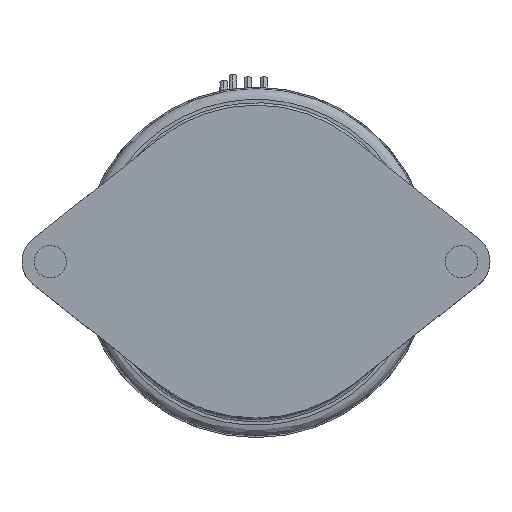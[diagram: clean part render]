
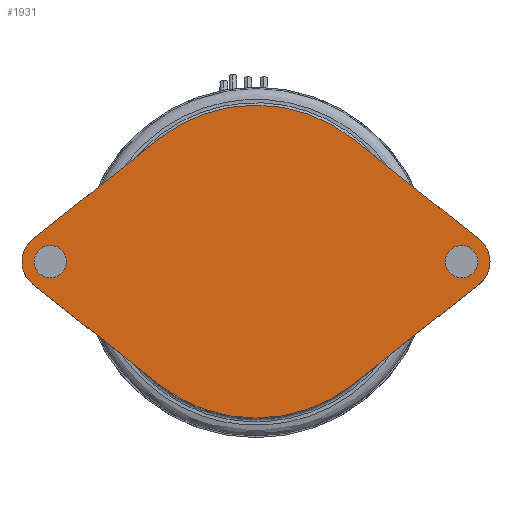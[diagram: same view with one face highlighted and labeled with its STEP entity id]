
A CAD part, top view. The second image highlights one B-rep face of the part: STEP entity #1931.
In plain terms, the highlighted planar face has unit normal (0, 0, 1).
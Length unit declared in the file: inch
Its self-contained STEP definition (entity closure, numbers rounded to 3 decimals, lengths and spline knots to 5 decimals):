
#327 = CARTESIAN_POINT ( 'NONE',  ( -1.45983, -0.14553, 0. ) ) ;
#381 = VECTOR ( 'NONE', #1766, 39.37008 ) ;
#460 = EDGE_CURVE ( 'NONE', #18670, #18995, #14012, .T. ) ;
#533 = ORIENTED_EDGE ( 'NONE', *, *, #17376, .F. ) ;
#679 = ORIENTED_EDGE ( 'NONE', *, *, #13997, .F. ) ;
#719 = VERTEX_POINT ( 'NONE', #10131 ) ;
#720 = DIRECTION ( 'NONE',  ( 0., 0., -1. ) ) ;
#733 = VECTOR ( 'NONE', #18870, 39.37008 ) ;
#744 = AXIS2_PLACEMENT_3D ( 'NONE', #3820, #9717, #15631 ) ;
#1101 = CARTESIAN_POINT ( 'NONE',  ( 1.344, 0., 0. ) ) ;
#1353 = CIRCLE ( 'NONE', #744, 0.186 ) ;
#1397 = CIRCLE ( 'NONE', #9099, 1.023 ) ;
#1651 = CIRCLE ( 'NONE', #12484, 0.186 ) ;
#1652 = CIRCLE ( 'NONE', #13111, 0.106 ) ;
#1766 = DIRECTION ( 'NONE',  ( 0.782, -0.623, 0. ) ) ;
#1779 = CARTESIAN_POINT ( 'NONE',  ( 0.63709, 0.8004, 0. ) ) ;
#1931 = ADVANCED_FACE ( 'NONE', ( #4210, #16102, #2835 ), #7029, .T. ) ;
#2371 = CIRCLE ( 'NONE', #2671, 0.106 ) ;
#2399 = EDGE_CURVE ( 'NONE', #18670, #16308, #17187, .T. ) ;
#2428 = DIRECTION ( 'NONE',  ( 1., 0., 0. ) ) ;
#2584 = CARTESIAN_POINT ( 'NONE',  ( 1.344, 0., 0. ) ) ;
#2588 = CARTESIAN_POINT ( 'NONE',  ( 1.45983, 0.14553, 0. ) ) ;
#2671 = AXIS2_PLACEMENT_3D ( 'NONE', #18129, #720, #15332 ) ;
#2723 = CARTESIAN_POINT ( 'NONE',  ( 0.63709, -0.8004, 0. ) ) ;
#2835 = FACE_OUTER_BOUND ( 'NONE', #18708, .T. ) ;
#2937 = CARTESIAN_POINT ( 'NONE',  ( 1.238, 0., 0. ) ) ;
#3052 = CARTESIAN_POINT ( 'NONE',  ( 0.63709, -0.8004, 0. ) ) ;
#3387 = EDGE_CURVE ( 'NONE', #5631, #719, #2371, .T. ) ;
#3455 = CARTESIAN_POINT ( 'NONE',  ( -1.45, 0., 0. ) ) ;
#3549 = EDGE_LOOP ( 'NONE', ( #17218, #6102 ) ) ;
#3598 = CARTESIAN_POINT ( 'NONE',  ( 1.53, 0., 0. ) ) ;
#3623 = VERTEX_POINT ( 'NONE', #17868 ) ;
#3820 = CARTESIAN_POINT ( 'NONE',  ( 1.344, 0., 0. ) ) ;
#4057 = VERTEX_POINT ( 'NONE', #14354 ) ;
#4210 = FACE_BOUND ( 'NONE', #5989, .T. ) ;
#4392 = CARTESIAN_POINT ( 'NONE',  ( 0., 0., 0. ) ) ;
#4432 = ORIENTED_EDGE ( 'NONE', *, *, #2399, .F. ) ;
#4779 = LINE ( 'NONE', #327, #381 ) ;
#5127 = EDGE_CURVE ( 'NONE', #3623, #4057, #4779, .T. ) ;
#5400 = EDGE_CURVE ( 'NONE', #6976, #16854, #9968, .T. ) ;
#5631 = VERTEX_POINT ( 'NONE', #3455 ) ;
#5675 = DIRECTION ( 'NONE',  ( 0., 0., -1. ) ) ;
#5770 = CARTESIAN_POINT ( 'NONE',  ( -1.45983, 0.14553, 0. ) ) ;
#5822 = VERTEX_POINT ( 'NONE', #2588 ) ;
#5989 = EDGE_LOOP ( 'NONE', ( #18497, #17422 ) ) ;
#6102 = ORIENTED_EDGE ( 'NONE', *, *, #3387, .T. ) ;
#6805 = LINE ( 'NONE', #12991, #733 ) ;
#6976 = VERTEX_POINT ( 'NONE', #2937 ) ;
#7029 = PLANE ( 'NONE',  #10988 ) ;
#7105 = VERTEX_POINT ( 'NONE', #14394 ) ;
#7115 = AXIS2_PLACEMENT_3D ( 'NONE', #10013, #18989, #8930 ) ;
#7568 = VECTOR ( 'NONE', #15750, 39.37008 ) ;
#7671 = CARTESIAN_POINT ( 'NONE',  ( 1.45, 0., 0. ) ) ;
#7799 = EDGE_CURVE ( 'NONE', #7105, #15775, #1353, .T. ) ;
#7838 = EDGE_CURVE ( 'NONE', #18995, #3623, #1651, .T. ) ;
#8202 = AXIS2_PLACEMENT_3D ( 'NONE', #12803, #18696, #11361 ) ;
#8496 = DIRECTION ( 'NONE',  ( 1., 0., 0. ) ) ;
#8744 = EDGE_CURVE ( 'NONE', #719, #5631, #11294, .T. ) ;
#8797 = CARTESIAN_POINT ( 'NONE',  ( -0.63709, 0.8004, 0. ) ) ;
#8930 = DIRECTION ( 'NONE',  ( 1., 0., 0. ) ) ;
#9099 = AXIS2_PLACEMENT_3D ( 'NONE', #12593, #18491, #2428 ) ;
#9202 = ORIENTED_EDGE ( 'NONE', *, *, #17719, .T. ) ;
#9523 = ORIENTED_EDGE ( 'NONE', *, *, #5127, .T. ) ;
#9717 = DIRECTION ( 'NONE',  ( 0., 0., 1. ) ) ;
#9968 = CIRCLE ( 'NONE', #15839, 0.106 ) ;
#10001 = VECTOR ( 'NONE', #17150, 39.37008 ) ;
#10013 = CARTESIAN_POINT ( 'NONE',  ( 1.344, 0., 0. ) ) ;
#10131 = CARTESIAN_POINT ( 'NONE',  ( -1.238, 0., 0. ) ) ;
#10913 = CARTESIAN_POINT ( 'NONE',  ( -0.63709, 0.8004, 0. ) ) ;
#10988 = AXIS2_PLACEMENT_3D ( 'NONE', #4392, #13019, #18902 ) ;
#11294 = CIRCLE ( 'NONE', #8202, 0.106 ) ;
#11361 = DIRECTION ( 'NONE',  ( 1., 0., 0. ) ) ;
#11597 = DIRECTION ( 'NONE',  ( 1., 0., 0. ) ) ;
#12113 = ORIENTED_EDGE ( 'NONE', *, *, #460, .T. ) ;
#12426 = CARTESIAN_POINT ( 'NONE',  ( -1.344, 0., 0. ) ) ;
#12484 = AXIS2_PLACEMENT_3D ( 'NONE', #12426, #16884, #15435 ) ;
#12593 = CARTESIAN_POINT ( 'NONE',  ( 0., 0., 0. ) ) ;
#12620 = EDGE_CURVE ( 'NONE', #16854, #6976, #1652, .T. ) ;
#12803 = CARTESIAN_POINT ( 'NONE',  ( -1.344, 0., 0. ) ) ;
#12905 = DIRECTION ( 'NONE',  ( 0., 0., -1. ) ) ;
#12991 = CARTESIAN_POINT ( 'NONE',  ( 1.45983, 0.14553, 0. ) ) ;
#13019 = DIRECTION ( 'NONE',  ( 0., 0., 1. ) ) ;
#13035 = DIRECTION ( 'NONE',  ( 0., 0., -1. ) ) ;
#13111 = AXIS2_PLACEMENT_3D ( 'NONE', #2584, #13035, #8496 ) ;
#13526 = DIRECTION ( 'NONE',  ( 1., 0., 0. ) ) ;
#13997 = EDGE_CURVE ( 'NONE', #15979, #4057, #1397, .T. ) ;
#14012 = LINE ( 'NONE', #10913, #7568 ) ;
#14354 = CARTESIAN_POINT ( 'NONE',  ( -0.63709, -0.8004, 0. ) ) ;
#14356 = ORIENTED_EDGE ( 'NONE', *, *, #17343, .T. ) ;
#14394 = CARTESIAN_POINT ( 'NONE',  ( 1.45983, -0.14553, 0. ) ) ;
#14800 = ORIENTED_EDGE ( 'NONE', *, *, #7799, .T. ) ;
#15332 = DIRECTION ( 'NONE',  ( 1., 0., 0. ) ) ;
#15435 = DIRECTION ( 'NONE',  ( 1., 0., 0. ) ) ;
#15631 = DIRECTION ( 'NONE',  ( 1., 0., 0. ) ) ;
#15702 = LINE ( 'NONE', #2723, #10001 ) ;
#15750 = DIRECTION ( 'NONE',  ( -0.782, -0.623, 0. ) ) ;
#15775 = VERTEX_POINT ( 'NONE', #3598 ) ;
#15839 = AXIS2_PLACEMENT_3D ( 'NONE', #1101, #12905, #13526 ) ;
#15979 = VERTEX_POINT ( 'NONE', #3052 ) ;
#16102 = FACE_BOUND ( 'NONE', #3549, .T. ) ;
#16308 = VERTEX_POINT ( 'NONE', #1779 ) ;
#16370 = ORIENTED_EDGE ( 'NONE', *, *, #7838, .T. ) ;
#16854 = VERTEX_POINT ( 'NONE', #7671 ) ;
#16884 = DIRECTION ( 'NONE',  ( 0., 0., 1. ) ) ;
#17150 = DIRECTION ( 'NONE',  ( 0.782, 0.623, 0. ) ) ;
#17187 = CIRCLE ( 'NONE', #19020, 1.023 ) ;
#17218 = ORIENTED_EDGE ( 'NONE', *, *, #8744, .T. ) ;
#17295 = CARTESIAN_POINT ( 'NONE',  ( 0., 0., 0. ) ) ;
#17343 = EDGE_CURVE ( 'NONE', #15979, #7105, #15702, .T. ) ;
#17376 = EDGE_CURVE ( 'NONE', #16308, #5822, #6805, .T. ) ;
#17422 = ORIENTED_EDGE ( 'NONE', *, *, #5400, .T. ) ;
#17597 = CIRCLE ( 'NONE', #7115, 0.186 ) ;
#17719 = EDGE_CURVE ( 'NONE', #15775, #5822, #17597, .T. ) ;
#17868 = CARTESIAN_POINT ( 'NONE',  ( -1.45983, -0.14553, 0. ) ) ;
#18129 = CARTESIAN_POINT ( 'NONE',  ( -1.344, 0., 0. ) ) ;
#18491 = DIRECTION ( 'NONE',  ( 0., 0., -1. ) ) ;
#18497 = ORIENTED_EDGE ( 'NONE', *, *, #12620, .T. ) ;
#18670 = VERTEX_POINT ( 'NONE', #8797 ) ;
#18696 = DIRECTION ( 'NONE',  ( 0., 0., -1. ) ) ;
#18708 = EDGE_LOOP ( 'NONE', ( #533, #4432, #12113, #16370, #9523, #679, #14356, #14800, #9202 ) ) ;
#18870 = DIRECTION ( 'NONE',  ( 0.782, -0.623, 0. ) ) ;
#18902 = DIRECTION ( 'NONE',  ( 1., 0., 0. ) ) ;
#18989 = DIRECTION ( 'NONE',  ( 0., 0., 1. ) ) ;
#18995 = VERTEX_POINT ( 'NONE', #5770 ) ;
#19020 = AXIS2_PLACEMENT_3D ( 'NONE', #17295, #5675, #11597 ) ;
